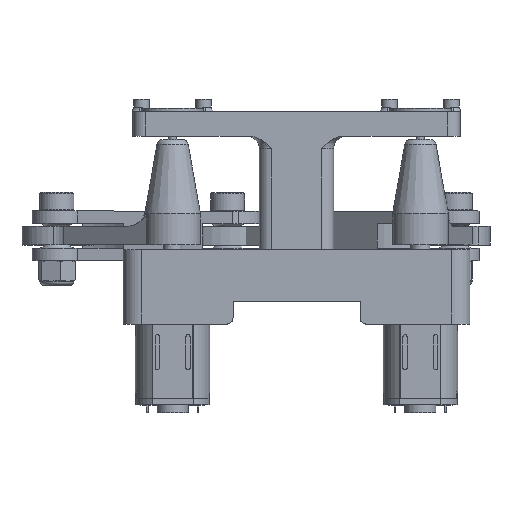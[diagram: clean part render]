
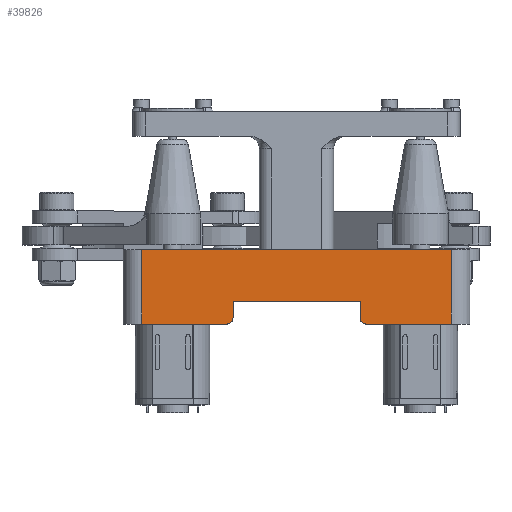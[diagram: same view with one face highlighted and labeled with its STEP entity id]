
A CAD part, top view. The second image highlights one B-rep face of the part: STEP entity #39826.
In plain terms, the highlighted face is planar.
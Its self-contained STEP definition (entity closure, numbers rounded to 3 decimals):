
#2402=PLANE('',#42757);
#4402=FACE_OUTER_BOUND('',#6560,.T.);
#6560=EDGE_LOOP('',(#37196,#37197,#37198,#37199,#37200,#37201,#37202,#37203,
#37204,#37205));
#11392=LINE('',#69553,#16235);
#11396=LINE('',#69563,#16239);
#11397=LINE('',#69565,#16240);
#11398=LINE('',#69569,#16241);
#11399=LINE('',#69571,#16242);
#11400=LINE('',#69573,#16243);
#11401=LINE('',#69575,#16244);
#11402=LINE('',#69577,#16245);
#16235=VECTOR('',#52562,10.);
#16239=VECTOR('',#52570,10.);
#16240=VECTOR('',#52571,10.);
#16241=VECTOR('',#52574,10.);
#16242=VECTOR('',#52575,10.);
#16243=VECTOR('',#52576,10.);
#16244=VECTOR('',#52577,10.);
#16245=VECTOR('',#52578,10.);
#16833=CIRCLE('',#42758,1.);
#16834=CIRCLE('',#42759,1.);
#20519=VERTEX_POINT('',#69551);
#20520=VERTEX_POINT('',#69552);
#20524=VERTEX_POINT('',#69562);
#20525=VERTEX_POINT('',#69564);
#20526=VERTEX_POINT('',#69566);
#20527=VERTEX_POINT('',#69568);
#20528=VERTEX_POINT('',#69570);
#20529=VERTEX_POINT('',#69572);
#20530=VERTEX_POINT('',#69574);
#20531=VERTEX_POINT('',#69576);
#26107=EDGE_CURVE('',#20519,#20520,#11392,.T.);
#26112=EDGE_CURVE('',#20524,#20519,#11396,.T.);
#26113=EDGE_CURVE('',#20520,#20525,#11397,.T.);
#26114=EDGE_CURVE('',#20526,#20525,#16833,.T.);
#26115=EDGE_CURVE('',#20526,#20527,#11398,.T.);
#26116=EDGE_CURVE('',#20528,#20527,#11399,.T.);
#26117=EDGE_CURVE('',#20529,#20528,#11400,.T.);
#26118=EDGE_CURVE('',#20530,#20529,#11401,.T.);
#26119=EDGE_CURVE('',#20530,#20531,#11402,.T.);
#26120=EDGE_CURVE('',#20524,#20531,#16834,.T.);
#37196=ORIENTED_EDGE('',*,*,#26112,.T.);
#37197=ORIENTED_EDGE('',*,*,#26107,.T.);
#37198=ORIENTED_EDGE('',*,*,#26113,.T.);
#37199=ORIENTED_EDGE('',*,*,#26114,.F.);
#37200=ORIENTED_EDGE('',*,*,#26115,.T.);
#37201=ORIENTED_EDGE('',*,*,#26116,.F.);
#37202=ORIENTED_EDGE('',*,*,#26117,.F.);
#37203=ORIENTED_EDGE('',*,*,#26118,.F.);
#37204=ORIENTED_EDGE('',*,*,#26119,.T.);
#37205=ORIENTED_EDGE('',*,*,#26120,.F.);
#39826=ADVANCED_FACE('',(#4402),#2402,.T.);
#42757=AXIS2_PLACEMENT_3D('',#69561,#52568,#52569);
#42758=AXIS2_PLACEMENT_3D('',#69567,#52572,#52573);
#42759=AXIS2_PLACEMENT_3D('',#69578,#52579,#52580);
#52562=DIRECTION('',(0.,0.,-1.));
#52568=DIRECTION('center_axis',(1.,0.,0.));
#52569=DIRECTION('ref_axis',(0.,0.,-1.));
#52570=DIRECTION('',(0.,1.,0.));
#52571=DIRECTION('',(0.,-1.,0.));
#52572=DIRECTION('center_axis',(-1.,0.,0.));
#52573=DIRECTION('ref_axis',(0.,-0.707,0.707));
#52574=DIRECTION('',(0.,0.,-1.));
#52575=DIRECTION('',(0.,-1.,0.));
#52576=DIRECTION('',(0.,0.,-1.));
#52577=DIRECTION('',(0.,1.,0.));
#52578=DIRECTION('',(0.,0.,-1.));
#52579=DIRECTION('center_axis',(-1.,0.,0.));
#52580=DIRECTION('ref_axis',(0.,-0.707,-0.707));
#69551=CARTESIAN_POINT('',(6.5,7.6,10.25));
#69552=CARTESIAN_POINT('',(6.5,7.6,-10.25));
#69553=CARTESIAN_POINT('',(6.5,7.6,14.));
#69561=CARTESIAN_POINT('Origin',(6.5,0.,28.));
#69562=CARTESIAN_POINT('',(6.5,5.,10.25));
#69563=CARTESIAN_POINT('',(6.5,3.5,10.25));
#69564=CARTESIAN_POINT('',(6.5,5.,-10.25));
#69565=CARTESIAN_POINT('',(6.5,-3.5,-10.25));
#69566=CARTESIAN_POINT('',(6.5,4.,-11.25));
#69567=CARTESIAN_POINT('Origin',(6.5,5.,-11.25));
#69568=CARTESIAN_POINT('',(6.5,4.,-25.));
#69569=CARTESIAN_POINT('',(6.5,4.,4.438));
#69570=CARTESIAN_POINT('',(6.5,16.,-25.));
#69571=CARTESIAN_POINT('',(6.5,0.,-25.));
#69572=CARTESIAN_POINT('',(6.5,16.,25.));
#69573=CARTESIAN_POINT('',(6.5,16.,28.));
#69574=CARTESIAN_POINT('',(6.5,4.,25.));
#69575=CARTESIAN_POINT('',(6.5,0.,25.));
#69576=CARTESIAN_POINT('',(6.5,4.,11.25));
#69577=CARTESIAN_POINT('',(6.5,4.,23.563));
#69578=CARTESIAN_POINT('Origin',(6.5,5.,11.25));
